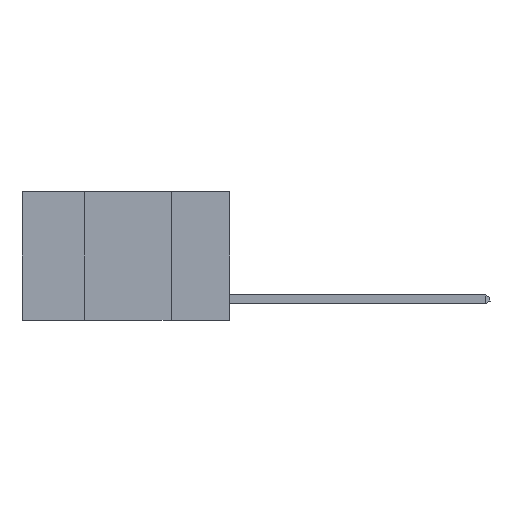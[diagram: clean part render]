
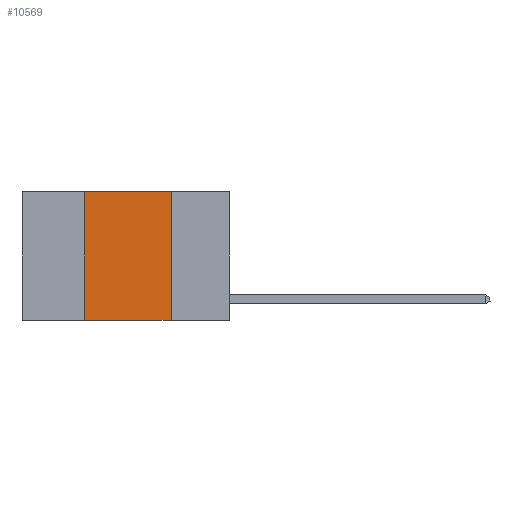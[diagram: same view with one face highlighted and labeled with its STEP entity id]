
A CAD part, left-side view. The second image highlights one B-rep face of the part: STEP entity #10569.
In plain terms, the highlighted planar face has unit normal (-1, 0, 0).
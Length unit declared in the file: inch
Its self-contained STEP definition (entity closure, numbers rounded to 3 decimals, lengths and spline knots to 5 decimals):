
#1077 = PLANE ( 'NONE',  #14071 ) ;
#1343 = DIRECTION ( 'NONE',  ( 0., -1., 0. ) ) ;
#1668 = DIRECTION ( 'NONE',  ( 0., 0., 1. ) ) ;
#1787 = CARTESIAN_POINT ( 'NONE',  ( 0., 0.6, 0. ) ) ;
#1832 = VECTOR ( 'NONE', #1668, 39.37008 ) ;
#2073 = EDGE_CURVE ( 'NONE', #11806, #9052, #3214, .T. ) ;
#2563 = DIRECTION ( 'NONE',  ( 0., 0., -1. ) ) ;
#2827 = ORIENTED_EDGE ( 'NONE', *, *, #14552, .F. ) ;
#3122 = FACE_OUTER_BOUND ( 'NONE', #10514, .T. ) ;
#3183 = CARTESIAN_POINT ( 'NONE',  ( 0., 0.17, 0. ) ) ;
#3190 = EDGE_CURVE ( 'NONE', #12180, #9052, #8025, .T. ) ;
#3214 = LINE ( 'NONE', #3183, #14446 ) ;
#4677 = DIRECTION ( 'NONE',  ( 0., -1., 0. ) ) ;
#5737 = LINE ( 'NONE', #10425, #1832 ) ;
#6250 = CARTESIAN_POINT ( 'NONE',  ( 0., 0.42, 0. ) ) ;
#6285 = ORIENTED_EDGE ( 'NONE', *, *, #2073, .F. ) ;
#6754 = ORIENTED_EDGE ( 'NONE', *, *, #17656, .F. ) ;
#6916 = VECTOR ( 'NONE', #4677, 39.37008 ) ;
#7659 = CARTESIAN_POINT ( 'NONE',  ( 0., 0.42, -0.37 ) ) ;
#8025 = LINE ( 'NONE', #18835, #11442 ) ;
#8878 = VERTEX_POINT ( 'NONE', #6250 ) ;
#9052 = VERTEX_POINT ( 'NONE', #13915 ) ;
#10425 = CARTESIAN_POINT ( 'NONE',  ( 0., 0.42, 0. ) ) ;
#10514 = EDGE_LOOP ( 'NONE', ( #6285, #2827, #6754, #18367 ) ) ;
#10569 = ADVANCED_FACE ( 'NONE', ( #3122 ), #1077, .F. ) ;
#11354 = DIRECTION ( 'NONE',  ( 1., 0., 0. ) ) ;
#11442 = VECTOR ( 'NONE', #1343, 39.37008 ) ;
#11806 = VERTEX_POINT ( 'NONE', #14117 ) ;
#12180 = VERTEX_POINT ( 'NONE', #7659 ) ;
#13450 = DIRECTION ( 'NONE',  ( 0., 0., -1. ) ) ;
#13915 = CARTESIAN_POINT ( 'NONE',  ( 0., 0.17, -0.37 ) ) ;
#14071 = AXIS2_PLACEMENT_3D ( 'NONE', #17122, #11354, #2563 ) ;
#14117 = CARTESIAN_POINT ( 'NONE',  ( 0., 0.17, 0. ) ) ;
#14446 = VECTOR ( 'NONE', #13450, 39.37008 ) ;
#14552 = EDGE_CURVE ( 'NONE', #8878, #11806, #18508, .T. ) ;
#17122 = CARTESIAN_POINT ( 'NONE',  ( 0., 0.6, 0. ) ) ;
#17656 = EDGE_CURVE ( 'NONE', #12180, #8878, #5737, .T. ) ;
#18367 = ORIENTED_EDGE ( 'NONE', *, *, #3190, .T. ) ;
#18508 = LINE ( 'NONE', #1787, #6916 ) ;
#18835 = CARTESIAN_POINT ( 'NONE',  ( 0., 0.6, -0.37 ) ) ;
